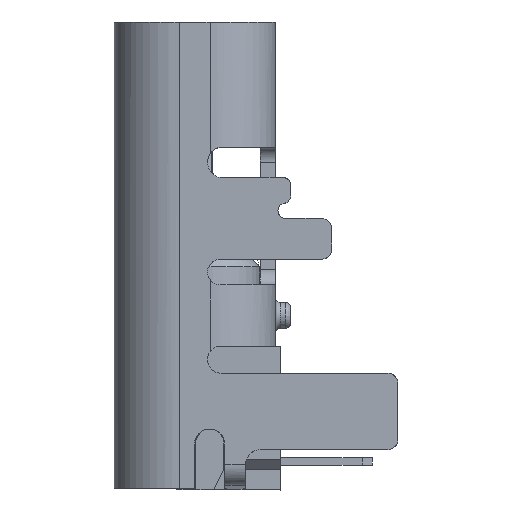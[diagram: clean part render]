
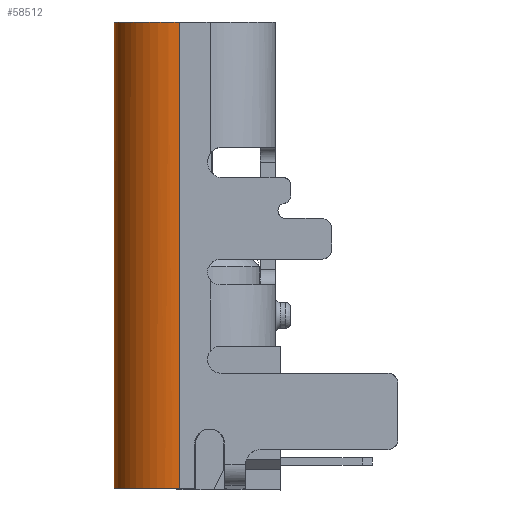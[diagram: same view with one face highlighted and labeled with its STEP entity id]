
A CAD part, left-side view. The second image highlights one B-rep face of the part: STEP entity #58512.
In plain terms, the highlighted cylindrical face has radius 1.28 mm (diameter 2.56 mm), a partial arc.
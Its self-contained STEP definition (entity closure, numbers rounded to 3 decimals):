
#946 = DIRECTION ( 'NONE',  ( 0., 1., 0. ) ) ;
#2191 = CARTESIAN_POINT ( 'NONE',  ( 3.358, -0.475, -0.033 ) ) ;
#2613 = CARTESIAN_POINT ( 'NONE',  ( 3.668, -0.475, -0.162 ) ) ;
#2752 = CARTESIAN_POINT ( 'NONE',  ( 4.303, -0.475, -1.28 ) ) ;
#3359 = EDGE_CURVE ( 'NONE', #12851, #4884, #23858, .T. ) ;
#4056 = CARTESIAN_POINT ( 'NONE',  ( 4.047, -9.615, -0.493 ) ) ;
#4401 = LINE ( 'NONE', #14827, #58441 ) ;
#4878 = CARTESIAN_POINT ( 'NONE',  ( 3.19, -9.615, 0. ) ) ;
#4884 = VERTEX_POINT ( 'NONE', #26689 ) ;
#6009 = EDGE_CURVE ( 'NONE', #45358, #53114, #47793, .T. ) ;
#9586 = CARTESIAN_POINT ( 'NONE',  ( 4.141, -9.615, -0.635 ) ) ;
#12183 = CARTESIAN_POINT ( 'NONE',  ( 4.303, -0.475, -1.112 ) ) ;
#12851 = VERTEX_POINT ( 'NONE', #2752 ) ;
#13861 = CARTESIAN_POINT ( 'NONE',  ( 4.27, -9.615, -0.945 ) ) ;
#14827 = CARTESIAN_POINT ( 'NONE',  ( 4.303, -4.45, -1.28 ) ) ;
#17015 = EDGE_LOOP ( 'NONE', ( #17904, #47035, #38764, #21044 ) ) ;
#17101 = CARTESIAN_POINT ( 'NONE',  ( 4.047, -0.475, -0.493 ) ) ;
#17298 = CARTESIAN_POINT ( 'NONE',  ( 3.023, -0.475, 0. ) ) ;
#17904 = ORIENTED_EDGE ( 'NONE', *, *, #6009, .T. ) ;
#18947 = CARTESIAN_POINT ( 'NONE',  ( 4.303, -9.615, -1.28 ) ) ;
#19389 = CARTESIAN_POINT ( 'NONE',  ( 3.023, -9.615, 0. ) ) ;
#21044 = ORIENTED_EDGE ( 'NONE', *, *, #53503, .F. ) ;
#22021 = CARTESIAN_POINT ( 'NONE',  ( 4.141, -0.475, -0.635 ) ) ;
#22261 = AXIS2_PLACEMENT_3D ( 'NONE', #41757, #32141, #62291 ) ;
#23858 = B_SPLINE_CURVE_WITH_KNOTS ( 'NONE', 3,
 ( #46527, #12183, #46085, #22021, #17101, #60481, #2613, #2191, #50536, #17298 ),
 .UNSPECIFIED., .F., .F.,
 ( 4, 2, 2, 2, 4 ),
 ( 0., 0.25, 0.5, 0.75, 1. ),
 .UNSPECIFIED. ) ;
#26689 = CARTESIAN_POINT ( 'NONE',  ( 3.023, -0.475, 0. ) ) ;
#28756 = CARTESIAN_POINT ( 'NONE',  ( 3.81, -9.615, -0.256 ) ) ;
#32141 = DIRECTION ( 'NONE',  ( 0., 1., 0. ) ) ;
#32446 = CARTESIAN_POINT ( 'NONE',  ( 3.023, -6.3, 0. ) ) ;
#34297 = CARTESIAN_POINT ( 'NONE',  ( 4.303, -9.615, -1.28 ) ) ;
#38764 = ORIENTED_EDGE ( 'NONE', *, *, #3359, .T. ) ;
#39000 = CARTESIAN_POINT ( 'NONE',  ( 3.358, -9.615, -0.033 ) ) ;
#41634 = VECTOR ( 'NONE', #56657, 1000. ) ;
#41757 = CARTESIAN_POINT ( 'NONE',  ( 3.023, -4.45, -1.28 ) ) ;
#45100 = EDGE_CURVE ( 'NONE', #53114, #12851, #4401, .T. ) ;
#45358 = VERTEX_POINT ( 'NONE', #59867 ) ;
#46085 = CARTESIAN_POINT ( 'NONE',  ( 4.27, -0.475, -0.945 ) ) ;
#46527 = CARTESIAN_POINT ( 'NONE',  ( 4.303, -0.475, -1.28 ) ) ;
#47035 = ORIENTED_EDGE ( 'NONE', *, *, #45100, .T. ) ;
#47793 = B_SPLINE_CURVE_WITH_KNOTS ( 'NONE', 3,
 ( #19389, #4878, #39000, #48782, #28756, #4056, #9586, #13861, #53435, #18947 ),
 .UNSPECIFIED., .F., .F.,
 ( 4, 2, 2, 2, 4 ),
 ( 0., 0.25, 0.5, 0.75, 1. ),
 .UNSPECIFIED. ) ;
#48782 = CARTESIAN_POINT ( 'NONE',  ( 3.668, -9.615, -0.162 ) ) ;
#50536 = CARTESIAN_POINT ( 'NONE',  ( 3.19, -0.475, 0. ) ) ;
#53114 = VERTEX_POINT ( 'NONE', #34297 ) ;
#53435 = CARTESIAN_POINT ( 'NONE',  ( 4.303, -9.615, -1.112 ) ) ;
#53503 = EDGE_CURVE ( 'NONE', #45358, #4884, #62854, .T. ) ;
#56657 = DIRECTION ( 'NONE',  ( 0., 1., 0. ) ) ;
#57764 = FACE_OUTER_BOUND ( 'NONE', #17015, .T. ) ;
#58441 = VECTOR ( 'NONE', #946, 1000. ) ;
#58512 = ADVANCED_FACE ( 'NONE', ( #57764 ), #59267, .T. ) ;
#59267 = CYLINDRICAL_SURFACE ( 'NONE', #22261, 1.28 ) ;
#59867 = CARTESIAN_POINT ( 'NONE',  ( 3.023, -9.615, 0. ) ) ;
#60481 = CARTESIAN_POINT ( 'NONE',  ( 3.81, -0.475, -0.256 ) ) ;
#62291 = DIRECTION ( 'NONE',  ( 0., 0., 1. ) ) ;
#62854 = LINE ( 'NONE', #32446, #41634 ) ;
